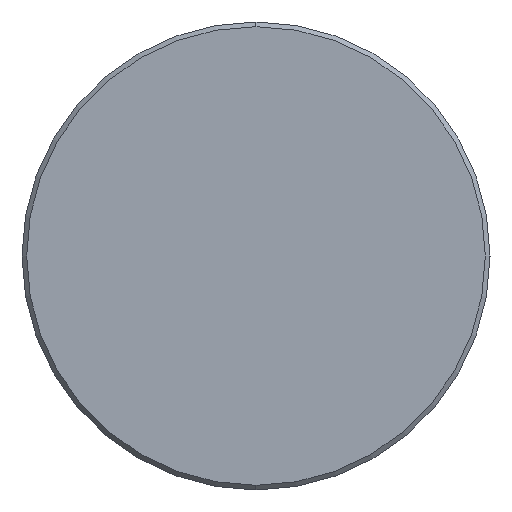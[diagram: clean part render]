
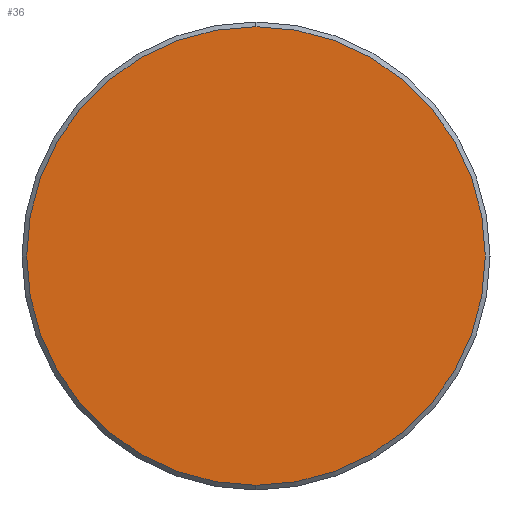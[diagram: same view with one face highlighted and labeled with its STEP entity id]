
A CAD part, left-side view. The second image highlights one B-rep face of the part: STEP entity #36.
In plain terms, the highlighted planar face has unit normal (-1, 0, 0).
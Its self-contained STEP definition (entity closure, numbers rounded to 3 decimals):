
#2 = AXIS2_PLACEMENT_3D ( 'NONE', #20, #177, #232 ) ;
#16 = CARTESIAN_POINT ( 'NONE',  ( 0., 0., 0. ) ) ;
#20 = CARTESIAN_POINT ( 'NONE',  ( 0., 0., 0. ) ) ;
#25 = DIRECTION ( 'NONE',  ( -1., 0., 0. ) ) ;
#36 = ADVANCED_FACE ( 'NONE', ( #415 ), #609, .F. ) ;
#123 = DIRECTION ( 'NONE',  ( 1., 0., 0. ) ) ;
#150 = AXIS2_PLACEMENT_3D ( 'NONE', #16, #123, #214 ) ;
#177 = DIRECTION ( 'NONE',  ( -1., 0., 0. ) ) ;
#214 = DIRECTION ( 'NONE',  ( 0., 0., -1. ) ) ;
#232 = DIRECTION ( 'NONE',  ( 0., 0., 1. ) ) ;
#288 = CARTESIAN_POINT ( 'NONE',  ( 0., 0., -14.7 ) ) ;
#301 = VERTEX_POINT ( 'NONE', #288 ) ;
#322 = EDGE_CURVE ( 'NONE', #605, #301, #633, .T. ) ;
#333 = DIRECTION ( 'NONE',  ( 0., 0., 1. ) ) ;
#336 = CARTESIAN_POINT ( 'NONE',  ( 0., 0., 0. ) ) ;
#415 = FACE_OUTER_BOUND ( 'NONE', #623, .T. ) ;
#447 = EDGE_CURVE ( 'NONE', #301, #605, #624, .T. ) ;
#453 = ORIENTED_EDGE ( 'NONE', *, *, #322, .T. ) ;
#456 = CARTESIAN_POINT ( 'NONE',  ( 0., 0., 14.7 ) ) ;
#469 = AXIS2_PLACEMENT_3D ( 'NONE', #336, #25, #333 ) ;
#510 = ORIENTED_EDGE ( 'NONE', *, *, #447, .T. ) ;
#605 = VERTEX_POINT ( 'NONE', #456 ) ;
#609 = PLANE ( 'NONE',  #150 ) ;
#623 = EDGE_LOOP ( 'NONE', ( #510, #453 ) ) ;
#624 = CIRCLE ( 'NONE', #469, 14.7 ) ;
#633 = CIRCLE ( 'NONE', #2, 14.7 ) ;
